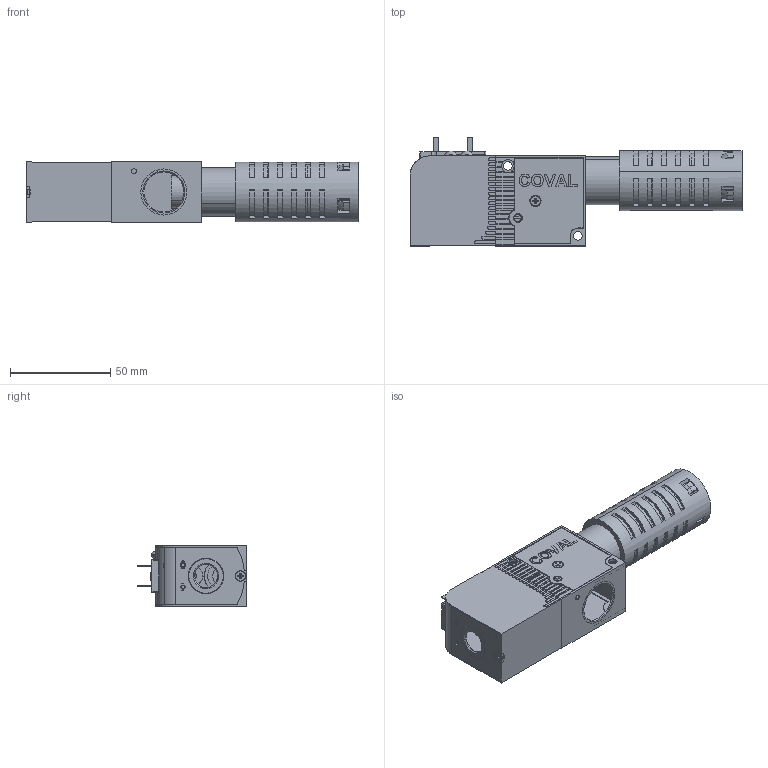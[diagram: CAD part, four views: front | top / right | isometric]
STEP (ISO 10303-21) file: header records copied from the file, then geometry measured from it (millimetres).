
FILE_DESCRIPTION(('STEP AP214'),'1');
FILE_NAME('COVAL_GVPD25NS14E1.stp','2017-12-28T07:58:00',('TraceParts'),('TraceParts S.A.'),'Spatial InterOp 3D',' ',' ');
FILE_SCHEMA(('automotive_design'));
Length unit declared in the file: millimetre
Products named in the file (4): COVAL_GVPD25NS14E1_1; COVAL_GVPD25NS14E1_2; COVAL_GVPD25NS14E1_3; COVAL_GVPD25NS14E1_4
Bounding box: 165.9 x 54 x 30 mm (x, y, z)
Volume: 64988.5 mm3; surface area: 71928.2 mm2
Topology: 54 solids, 58 shells, 2286 faces, 5800 edges, 3662 vertices
Faces by surface type: plane 1087, cylinder 552, cone 214, bspline 181, sphere 142, torus 110
Entity records: 108219 total; most frequent: CARTESIAN_POINT 35523, ORIENTED_EDGE 11560, DIRECTION 10798, EDGE_CURVE 5780, AXIS2_PLACEMENT_3D 3847, VERTEX_POINT 3662, LINE 3104, VECTOR 3104
